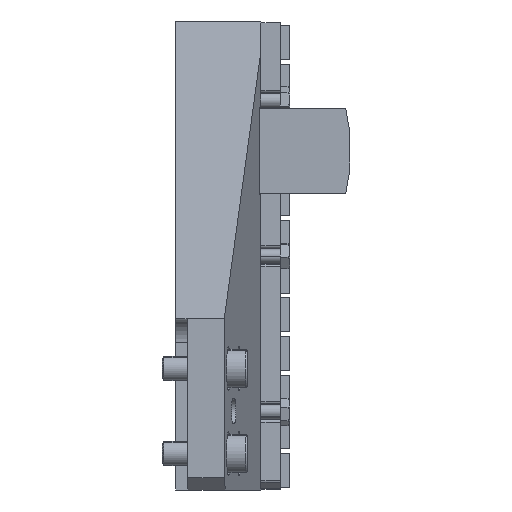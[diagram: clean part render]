
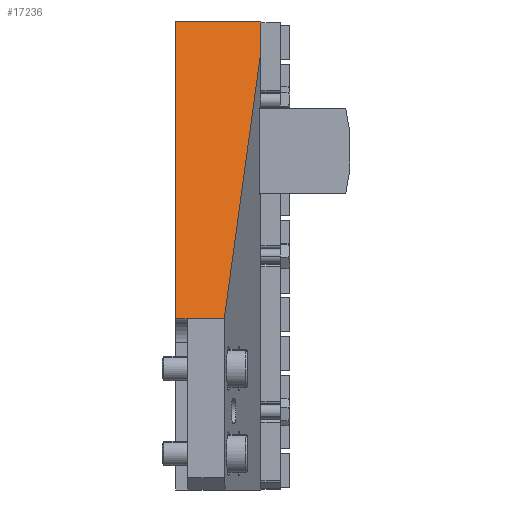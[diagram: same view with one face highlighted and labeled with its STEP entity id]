
A CAD part, left-side view. The second image highlights one B-rep face of the part: STEP entity #17236.
In plain terms, the highlighted planar face has unit normal (-0.53, 0, 0.848).
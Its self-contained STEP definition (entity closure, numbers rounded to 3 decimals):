
#131 = EDGE_LOOP ( 'NONE', ( #19510, #24095, #9967, #4113, #2539, #25936 ) ) ;
#407 = VERTEX_POINT ( 'NONE', #13374 ) ;
#647 = CARTESIAN_POINT ( 'NONE',  ( -285., -4.7, -122. ) ) ;
#1014 = VECTOR ( 'NONE', #4309, 1000. ) ;
#1580 = CARTESIAN_POINT ( 'NONE',  ( -285., -20., -122. ) ) ;
#1950 = LINE ( 'NONE', #18062, #17591 ) ;
#2391 = EDGE_CURVE ( 'NONE', #3645, #23334, #6538, .T. ) ;
#2539 = ORIENTED_EDGE ( 'NONE', *, *, #22255, .F. ) ;
#3574 = CARTESIAN_POINT ( 'NONE',  ( -285., -35., -122. ) ) ;
#3645 = VERTEX_POINT ( 'NONE', #1580 ) ;
#3735 = CARTESIAN_POINT ( 'NONE',  ( -285., -35., -122. ) ) ;
#4113 = ORIENTED_EDGE ( 'NONE', *, *, #11960, .T. ) ;
#4220 = CARTESIAN_POINT ( 'NONE',  ( -285., -35., -122. ) ) ;
#4309 = DIRECTION ( 'NONE',  ( 0., 1., 0. ) ) ;
#6538 = LINE ( 'NONE', #4220, #1014 ) ;
#6844 = DIRECTION ( 'NONE',  ( 0., 1., 0. ) ) ;
#7011 = LINE ( 'NONE', #13076, #14890 ) ;
#7303 = CARTESIAN_POINT ( 'NONE',  ( -190.504, -28.1, -62.88 ) ) ;
#7304 = VECTOR ( 'NONE', #26487, 1000. ) ;
#7332 = VERTEX_POINT ( 'NONE', #16582 ) ;
#7613 = EDGE_CURVE ( 'NONE', #7332, #23195, #7011, .T. ) ;
#7995 = PLANE ( 'NONE',  #19622 ) ;
#9967 = ORIENTED_EDGE ( 'NONE', *, *, #7613, .T. ) ;
#10373 = DIRECTION ( 'NONE',  ( -0.848, 0., -0.53 ) ) ;
#11960 = EDGE_CURVE ( 'NONE', #23195, #407, #22836, .T. ) ;
#13076 = CARTESIAN_POINT ( 'NONE',  ( -90., -35., 0. ) ) ;
#13374 = CARTESIAN_POINT ( 'NONE',  ( -285., 0., -122. ) ) ;
#14222 = CARTESIAN_POINT ( 'NONE',  ( -90., 0., 0. ) ) ;
#14890 = VECTOR ( 'NONE', #6844, 1000. ) ;
#16232 = DIRECTION ( 'NONE',  ( 0.53, 0., -0.848 ) ) ;
#16582 = CARTESIAN_POINT ( 'NONE',  ( -90., -35., 0. ) ) ;
#17236 = ADVANCED_FACE ( 'NONE', ( #17671 ), #7995, .F. ) ;
#17591 = VECTOR ( 'NONE', #22682, 1000. ) ;
#17615 = VERTEX_POINT ( 'NONE', #25984 ) ;
#17671 = FACE_OUTER_BOUND ( 'NONE', #131, .T. ) ;
#18062 = CARTESIAN_POINT ( 'NONE',  ( -285., -5., -122. ) ) ;
#19110 = LINE ( 'NONE', #7303, #19777 ) ;
#19492 = EDGE_CURVE ( 'NONE', #3645, #17615, #19110, .T. ) ;
#19510 = ORIENTED_EDGE ( 'NONE', *, *, #19492, .T. ) ;
#19622 = AXIS2_PLACEMENT_3D ( 'NONE', #3735, #16232, #22677 ) ;
#19668 = EDGE_CURVE ( 'NONE', #7332, #17615, #25728, .T. ) ;
#19777 = VECTOR ( 'NONE', #20118, 1000. ) ;
#19840 = VECTOR ( 'NONE', #10373, 1000. ) ;
#20118 = DIRECTION ( 'NONE',  ( 0.846, -0.072, 0.529 ) ) ;
#22255 = EDGE_CURVE ( 'NONE', #23334, #407, #1950, .T. ) ;
#22387 = CARTESIAN_POINT ( 'NONE',  ( -285., 0., -122. ) ) ;
#22677 = DIRECTION ( 'NONE',  ( -0.848, 0., -0.53 ) ) ;
#22682 = DIRECTION ( 'NONE',  ( 0., 1., 0. ) ) ;
#22836 = LINE ( 'NONE', #22387, #19840 ) ;
#23195 = VERTEX_POINT ( 'NONE', #14222 ) ;
#23334 = VERTEX_POINT ( 'NONE', #647 ) ;
#24095 = ORIENTED_EDGE ( 'NONE', *, *, #19668, .F. ) ;
#25728 = LINE ( 'NONE', #3574, #7304 ) ;
#25936 = ORIENTED_EDGE ( 'NONE', *, *, #2391, .F. ) ;
#25984 = CARTESIAN_POINT ( 'NONE',  ( -110., -35., -12.513 ) ) ;
#26487 = DIRECTION ( 'NONE',  ( -0.848, 0., -0.53 ) ) ;
